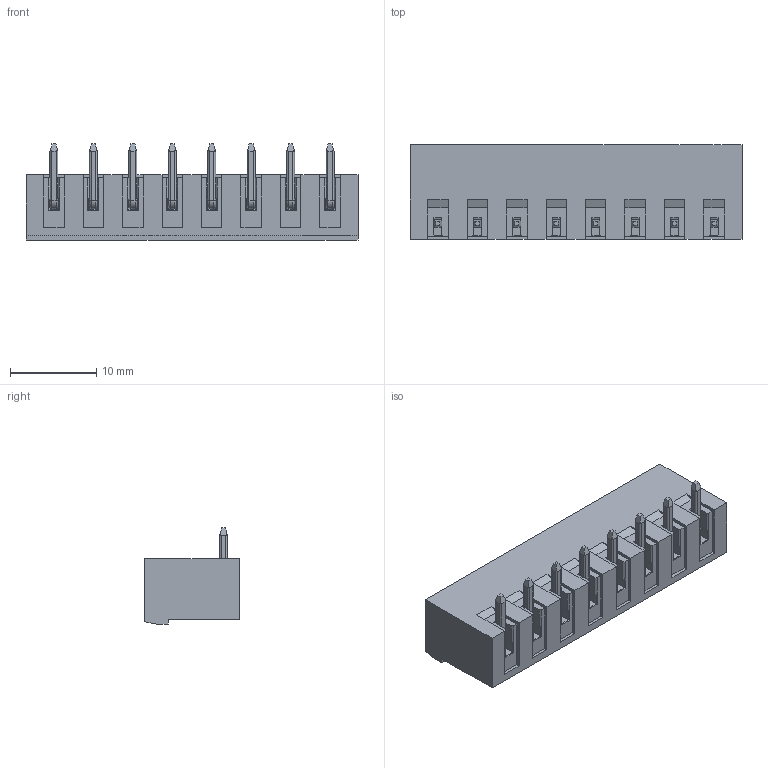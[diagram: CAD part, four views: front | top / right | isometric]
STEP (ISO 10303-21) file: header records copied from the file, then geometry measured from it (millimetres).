
FILE_DESCRIPTION( ('This file contains a STEP AP42 implementation' ,'as created by ZW3D STEP Interface translator.') ,'2;1' );
FILE_NAME( 'PM500-1R08ASM1.stp' ,'231127.171923', (''), ('ZWCAD Software Co.'), 'Version 1.0', 'ZW3D to STEP translator', '' );
FILE_SCHEMA(('AUTOMOTIVE_DESIGN { 1 0 10303 214 1 1 1 1 }'));
Length unit declared in the file: millimetre
Products named in the file (2): 0; PM500-1R08ASM1
Bounding box: 38.53 x 10.99 x 11.17 mm (x, y, z)
Volume: 1282.5 mm3; surface area: 3269.4 mm2
Topology: 9 solids, 9 shells, 1171 faces, 3082 edges, 1936 vertices
Faces by surface type: plane 730, bspline 309, cylinder 118, cone 14
Full cylindrical faces by diameter (mm): 0.514 x1, 1.099 x1
Entity records: 52286 total; most frequent: CARTESIAN_POINT 28856, ORIENTED_EDGE 6164, EDGE_CURVE 3082, B_SPLINE_CURVE_WITH_KNOTS 2669, DIRECTION 2195, VERTEX_POINT 1936, EDGE_LOOP 1194, FACE_OUTER_BOUND 1171
